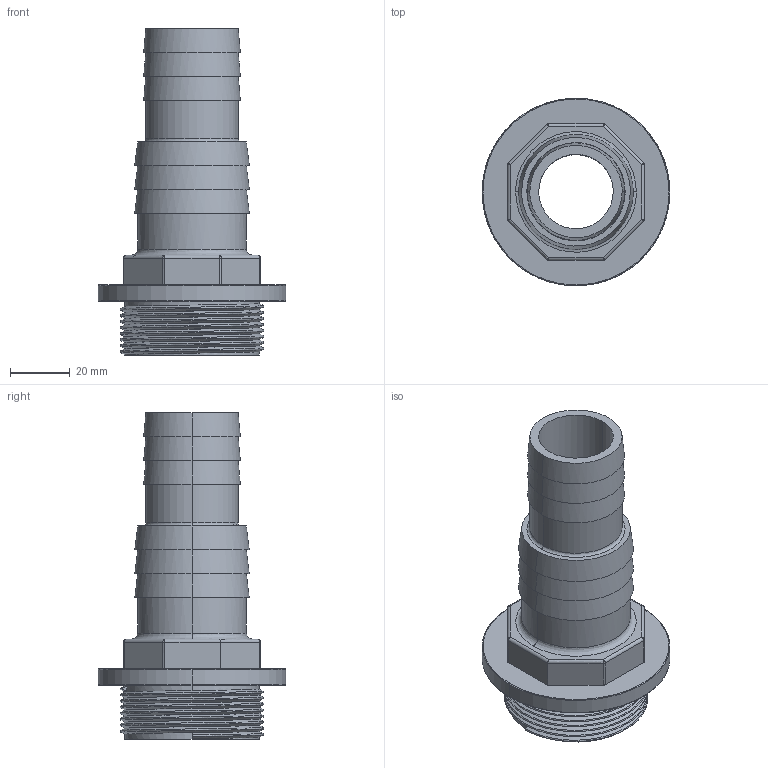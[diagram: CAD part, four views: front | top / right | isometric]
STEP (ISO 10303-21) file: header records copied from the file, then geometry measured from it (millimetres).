
FILE_DESCRIPTION( ( 'Unknown' ), '1' );
FILE_NAME( 'espiga 1½''''-32-38.stp', 'Unknown', ( 'Unknown' ), ( 'Unknown' ), 'PSStep 16.0.42', 'Unknown', ' ' );
FILE_SCHEMA( ( 'AUTOMOTIVE_DESIGN { 1 0 10303 214 1 1 1 1 }' ) );
Length unit declared in the file: millimetre
Products named in the file (1): 1
Bounding box: 63 x 62.96 x 109.6 mm (x, y, z)
Volume: 69736.3 mm3; surface area: 30218.3 mm2
Topology: 1 solids, 1 shells, 96 faces, 223 edges, 132 vertices
Faces by surface type: revolution 71, extrusion 22, bspline 3
Entity records: 6886 total; most frequent: CARTESIAN_POINT 5281, ORIENTED_EDGE 432, EDGE_CURVE 216, B_SPLINE_CURVE_WITH_KNOTS 210, VERTEX_POINT 132, EDGE_LOOP 108, ADVANCED_FACE 96, FACE_OUTER_BOUND 96
